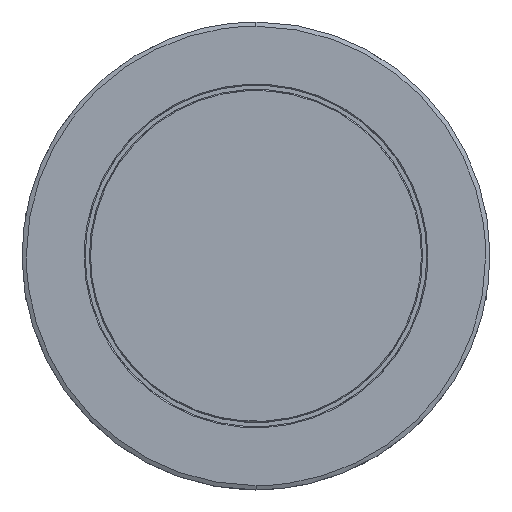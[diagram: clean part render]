
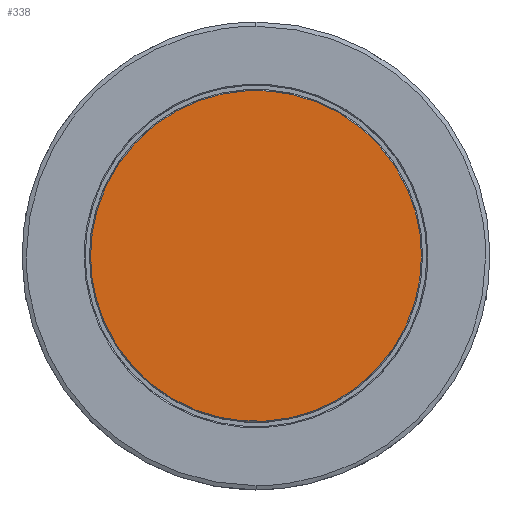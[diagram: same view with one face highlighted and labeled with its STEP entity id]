
A CAD part, top view. The second image highlights one B-rep face of the part: STEP entity #338.
In plain terms, the highlighted planar face has unit normal (0, 0, 1).
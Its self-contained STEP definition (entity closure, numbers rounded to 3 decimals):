
#338=ADVANCED_FACE($,(#508),#2202,.T.);
#508=FACE_OUTER_BOUND($,#700,.T.);
#700=EDGE_LOOP($,(#1403,#1404));
#1403=ORIENTED_EDGE($,*,*,#1792,.F.);
#1404=ORIENTED_EDGE($,*,*,#1791,.F.);
#1791=EDGE_CURVE($,#2031,#2032,#2576,.T.);
#1792=EDGE_CURVE($,#2032,#2031,#2577,.T.);
#2031=VERTEX_POINT($,#5266);
#2032=VERTEX_POINT($,#5267);
#2202=PLANE($,#2667);
#2576=(
BOUNDED_CURVE()
B_SPLINE_CURVE(2,(#5125,#5126,#5127,#5128,#5129),.UNSPECIFIED.,.F.,.F.)
B_SPLINE_CURVE_WITH_KNOTS((3,2,3),(-121.737,-60.868,0.),
.UNSPECIFIED.)
CURVE()
GEOMETRIC_REPRESENTATION_ITEM()
RATIONAL_B_SPLINE_CURVE((1.,0.707,1.,0.707,1.))
REPRESENTATION_ITEM($)
);
#2577=(
BOUNDED_CURVE()
B_SPLINE_CURVE(2,(#5130,#5131,#5132,#5133,#5134),.UNSPECIFIED.,.F.,.F.)
B_SPLINE_CURVE_WITH_KNOTS((3,2,3),(-243.473,-182.605,-121.737),
.UNSPECIFIED.)
CURVE()
GEOMETRIC_REPRESENTATION_ITEM()
RATIONAL_B_SPLINE_CURVE((1.,0.707,1.,0.707,1.))
REPRESENTATION_ITEM($)
);
#2667=AXIS2_PLACEMENT_3D($,#5173,#2741,$);
#2741=DIRECTION($,(0.,0.,1.));
#5125=CARTESIAN_POINT($,(41.671,6.461,-38.829));
#5126=CARTESIAN_POINT($,(41.671,-32.289,-38.829));
#5127=CARTESIAN_POINT($,(2.921,-32.289,-38.829));
#5128=CARTESIAN_POINT($,(-35.829,-32.289,-38.829));
#5129=CARTESIAN_POINT($,(-35.829,6.461,-38.829));
#5130=CARTESIAN_POINT($,(-35.829,6.461,-38.829));
#5131=CARTESIAN_POINT($,(-35.829,45.211,-38.829));
#5132=CARTESIAN_POINT($,(2.921,45.211,-38.829));
#5133=CARTESIAN_POINT($,(41.671,45.211,-38.829));
#5134=CARTESIAN_POINT($,(41.671,6.461,-38.829));
#5173=CARTESIAN_POINT($,(42.446,-33.064,-38.829));
#5266=CARTESIAN_POINT($,(41.671,6.461,-38.829));
#5267=CARTESIAN_POINT($,(-35.829,6.461,-38.829));
